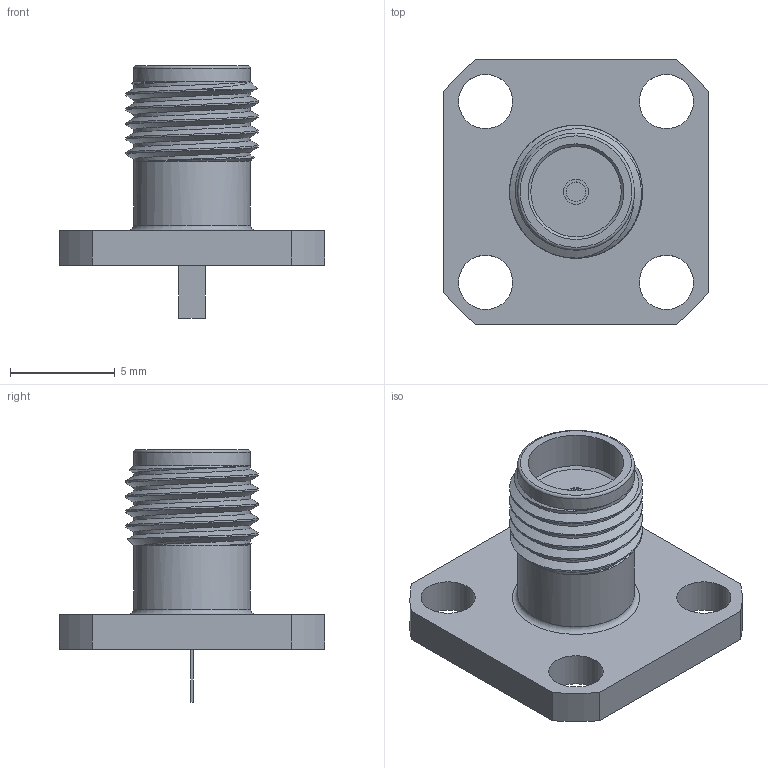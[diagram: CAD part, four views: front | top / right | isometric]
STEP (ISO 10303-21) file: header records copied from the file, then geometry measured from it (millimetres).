
FILE_DESCRIPTION (( 'STEP AP214' ), '1' );
FILE_NAME ('FMCN4370_3D.STEP', '2022-12-30T17:05:21', ( '' ), ( '' ), 'SwSTEP 2.0', 'SolidWorks 2022', '' );
FILE_SCHEMA (( 'AUTOMOTIVE_DESIGN' ));
Length unit declared in the file: inch
Products named in the file (1): FMCN4370_3D
Bounding box: 12.7 x 12.7 x 12.06 mm (x, y, z)
Volume: 394.1 mm3; surface area: 630.4 mm2
Topology: 1 solids, 1 shells, 42 faces, 91 edges, 59 vertices
Faces by surface type: plane 18, cylinder 16, cone 3, bspline 3, torus 2
Full cylindrical faces by diameter (mm): 0.94 x1, 1.194 x2, 2.591 x4, 4.445 x1, 4.572 x1, 5.582 x2
Entity records: 2847 total; most frequent: CARTESIAN_POINT 1945, DIRECTION 176, ORIENTED_EDGE 150, EDGE_CURVE 75, AXIS2_PLACEMENT_3D 74, EDGE_LOOP 72, VERTEX_POINT 57, FACE_OUTER_BOUND 55
